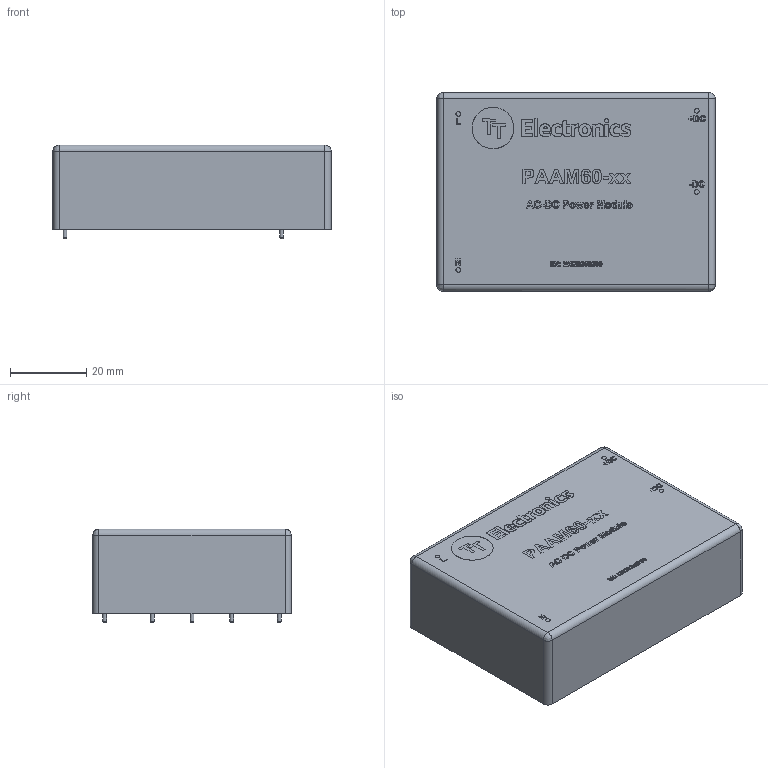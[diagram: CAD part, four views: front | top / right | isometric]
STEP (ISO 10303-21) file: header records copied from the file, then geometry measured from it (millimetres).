
FILE_DESCRIPTION(('FreeCAD Model'),'2;1');
FILE_NAME('Open CASCADE Shape Model','2025-04-30T09:10:24',('FreeCAD'),( 'FreeCAD'),'Open CASCADE STEP processor 7.6','FreeCAD','Unknown');
FILE_SCHEMA(('AUTOMOTIVE_DESIGN { 1 0 10303 214 1 1 1 1 }'));
Length unit declared in the file: millimetre
Products named in the file (1): Open CASCADE STEP translator 7.6 1
Bounding box: 73.11 x 52.16 x 24.64 mm (x, y, z)
Volume: 12.6 mm3; surface area: 13001.5 mm2
Topology: 7 solids, 97 shells, 135 faces, 913 edges, 883 vertices
Faces by surface type: bspline 135
Entity records: 11219 total; most frequent: CARTESIAN_POINT 6677, ORIENTED_EDGE 984, EDGE_CURVE 913, VERTEX_POINT 883, B_SPLINE_CURVE_WITH_KNOTS 861, FACE_BOUND 224, EDGE_LOOP 224, ADVANCED_FACE 135
